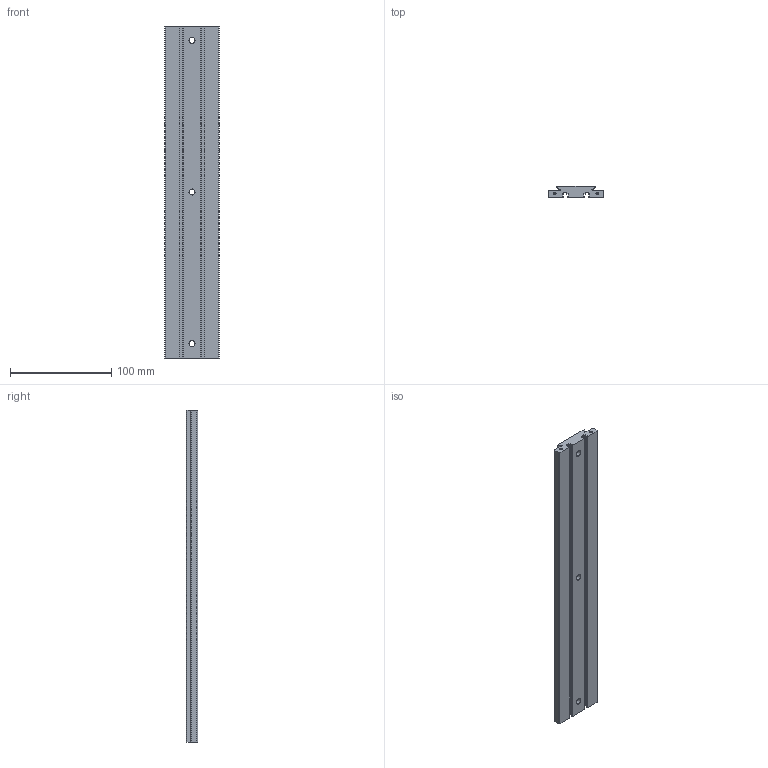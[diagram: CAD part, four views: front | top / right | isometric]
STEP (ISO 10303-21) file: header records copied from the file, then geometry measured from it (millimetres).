
FILE_DESCRIPTION (( 'STEP AP214' ), '1' );
FILE_NAME ('VT-328-01(REV01).STEP', '2018-07-31T09:25:59', ( '' ), ( '' ), 'SwSTEP 2.0', 'SolidWorks 2016', '' );
FILE_SCHEMA (( 'AUTOMOTIVE_DESIGN' ));
Length unit declared in the file: millimetre
Products named in the file (1): VT-328-01(REV01)
Bounding box: 54 x 11 x 328 mm (x, y, z)
Volume: 152145.9 mm3; surface area: 56693.3 mm2
Topology: 1 solids, 1 shells, 78 faces, 211 edges, 134 vertices
Faces by surface type: plane 39, cylinder 31, cone 8
Entity records: 2531 total; most frequent: DIRECTION 423, CARTESIAN_POINT 416, ORIENTED_EDGE 406, EDGE_CURVE 203, LINE 141, AXIS2_PLACEMENT_3D 141, VECTOR 141, VERTEX_POINT 134
